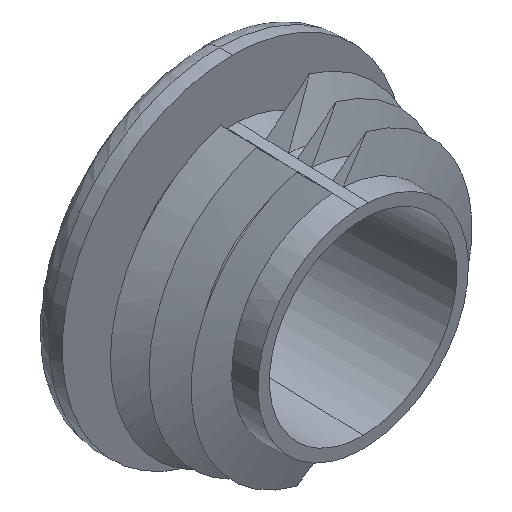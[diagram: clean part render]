
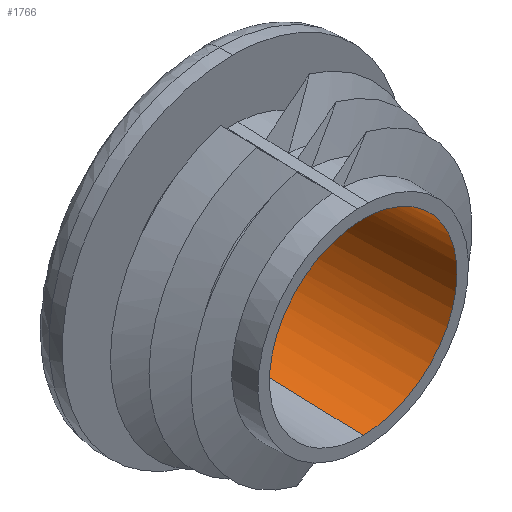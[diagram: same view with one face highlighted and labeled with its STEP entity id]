
A CAD part, isometric view. The second image highlights one B-rep face of the part: STEP entity #1766.
In plain terms, the highlighted free-form (B-spline) face has degree [1, 3] with [2, 7] control points.
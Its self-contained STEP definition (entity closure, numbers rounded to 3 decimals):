
#107 = CARTESIAN_POINT ( 'NONE',  ( 12.54, 23.206, -7.346 ) ) ;
#113 = CARTESIAN_POINT ( 'NONE',  ( 13.35, 0., 0. ) ) ;
#132 = CARTESIAN_POINT ( 'NONE',  ( 7.82, 0., -13.35 ) ) ;
#159 = ORIENTED_EDGE ( 'NONE', *, *, #173, .F. ) ;
#163 = CARTESIAN_POINT ( 'NONE',  ( 7.82, 0., 13.35 ) ) ;
#173 = EDGE_CURVE ( 'NONE', #1765, #920, #1797, .T. ) ;
#237 = CARTESIAN_POINT ( 'NONE',  ( 0., 0., -13.35 ) ) ;
#278 = ORIENTED_EDGE ( 'NONE', *, *, #1712, .F. ) ;
#292 = CARTESIAN_POINT ( 'NONE',  ( 12.54, 23.206, 7.346 ) ) ;
#331 = CARTESIAN_POINT ( 'NONE',  ( 13.35, 0., -7.82 ) ) ;
#412 = CARTESIAN_POINT ( 'NONE',  ( 0., 23.206, -12.54 ) ) ;
#606 = CARTESIAN_POINT ( 'NONE',  ( 0., 0., -13.35 ) ) ;
#659 = CARTESIAN_POINT ( 'NONE',  ( 0., 23.206, -12.54 ) ) ;
#677 = VERTEX_POINT ( 'NONE', #412 ) ;
#703 = ORIENTED_EDGE ( 'NONE', *, *, #1809, .T. ) ;
#732 = ORIENTED_EDGE ( 'NONE', *, *, #1862, .T. ) ;
#793 = CARTESIAN_POINT ( 'NONE',  ( 7.346, 23.206, -12.54 ) ) ;
#852 = EDGE_CURVE ( 'NONE', #920, #1962, #928, .T. ) ;
#875 = CARTESIAN_POINT ( 'NONE',  ( 7.346, 23.206, 12.54 ) ) ;
#889 = CARTESIAN_POINT ( 'NONE',  ( 0., 23.206, 12.54 ) ) ;
#920 = VERTEX_POINT ( 'NONE', #1132 ) ;
#928 = B_SPLINE_CURVE_WITH_KNOTS ( 'NONE', 1,
 ( #1018, #1363 ),
 .UNSPECIFIED., .F., .F.,
 ( 2, 2 ),
 ( -1., 0. ),
 .UNSPECIFIED. ) ;
#933 = CARTESIAN_POINT ( 'NONE',  ( 13.35, 0., 7.82 ) ) ;
#1018 = CARTESIAN_POINT ( 'NONE',  ( 0., 23.206, 12.54 ) ) ;
#1022 = CARTESIAN_POINT ( 'NONE',  ( 13.35, 0., -7.82 ) ) ;
#1050 = CARTESIAN_POINT ( 'NONE',  ( 0., 0., -13.35 ) ) ;
#1079 = CARTESIAN_POINT ( 'NONE',  ( 7.82, 0., -13.35 ) ) ;
#1093 = CARTESIAN_POINT ( 'NONE',  ( 13.35, 0., 0. ) ) ;
#1098 = CARTESIAN_POINT ( 'NONE',  ( 7.346, 23.206, 12.54 ) ) ;
#1108 = CARTESIAN_POINT ( 'NONE',  ( 0., 23.206, -12.54 ) ) ;
#1132 = CARTESIAN_POINT ( 'NONE',  ( 0., 23.206, 12.54 ) ) ;
#1151 = CARTESIAN_POINT ( 'NONE',  ( 0., 0., 13.35 ) ) ;
#1155 =( BOUNDED_CURVE ( )  B_SPLINE_CURVE ( 3, ( #606, #1079, #331, #1093, #933, #163, #1243 ),
 .UNSPECIFIED., .F., .F. ) 
 B_SPLINE_CURVE_WITH_KNOTS ( ( 4, 3, 4 ),
 ( -3.142, -1.571, 0. ),
 .UNSPECIFIED. ) 
 CURVE ( )  GEOMETRIC_REPRESENTATION_ITEM ( )  RATIONAL_B_SPLINE_CURVE ( ( 1., 0.805, 0.805, 1., 0.805, 0.805, 1. ) ) 
 REPRESENTATION_ITEM ( '' )  );
#1184 = CARTESIAN_POINT ( 'NONE',  ( 7.82, 0., 13.35 ) ) ;
#1199 = B_SPLINE_CURVE_WITH_KNOTS ( 'NONE', 1,
 ( #237, #1944 ),
 .UNSPECIFIED., .F., .F.,
 ( 2, 2 ),
 ( -1., 0. ),
 .UNSPECIFIED. ) ;
#1243 = CARTESIAN_POINT ( 'NONE',  ( 0., 0., 13.35 ) ) ;
#1281 = CARTESIAN_POINT ( 'NONE',  ( 0., 23.206, 12.54 ) ) ;
#1338 = CARTESIAN_POINT ( 'NONE',  ( 7.346, 23.206, -12.54 ) ) ;
#1363 = CARTESIAN_POINT ( 'NONE',  ( 0., 0., 13.35 ) ) ;
#1382 = ORIENTED_EDGE ( 'NONE', *, *, #852, .F. ) ;
#1516 = CARTESIAN_POINT ( 'NONE',  ( 0., 0., -13.35 ) ) ;
#1522 = VERTEX_POINT ( 'NONE', #1516 ) ;
#1545 = CARTESIAN_POINT ( 'NONE',  ( 0., 0., 13.35 ) ) ;
#1576 = CARTESIAN_POINT ( 'NONE',  ( 12.54, 23.206, 0. ) ) ;
#1585 = CARTESIAN_POINT ( 'NONE',  ( 12.54, 23.206, 7.346 ) ) ;
#1595 = CARTESIAN_POINT ( 'NONE',  ( 12.54, 23.206, -7.346 ) ) ;
#1602 = CARTESIAN_POINT ( 'NONE',  ( 12.54, 23.206, 0. ) ) ;
#1681 =( BOUNDED_CURVE ( )  B_SPLINE_CURVE ( 3, ( #1602, #1595, #793, #659 ),
 .UNSPECIFIED., .F., .F. ) 
 B_SPLINE_CURVE_WITH_KNOTS ( ( 4, 4 ),
 ( -1.571, 0. ),
 .UNSPECIFIED. ) 
 CURVE ( )  GEOMETRIC_REPRESENTATION_ITEM ( )  RATIONAL_B_SPLINE_CURVE ( ( 1., 0.805, 0.805, 1. ) ) 
 REPRESENTATION_ITEM ( '' )  );
#1712 = EDGE_CURVE ( 'NONE', #1522, #677, #1199, .T. ) ;
#1765 = VERTEX_POINT ( 'NONE', #1976 ) ;
#1766 = ADVANCED_FACE ( 'NONE', ( #1819 ), #1834, .T. ) ;
#1797 =( BOUNDED_CURVE ( )  B_SPLINE_CURVE ( 3, ( #1576, #1585, #1098, #1281 ),
 .UNSPECIFIED., .F., .F. ) 
 B_SPLINE_CURVE_WITH_KNOTS ( ( 4, 4 ),
 ( 0., 1. ),
 .UNSPECIFIED. ) 
 CURVE ( )  GEOMETRIC_REPRESENTATION_ITEM ( )  RATIONAL_B_SPLINE_CURVE ( ( 1., 0.805, 0.805, 1. ) ) 
 REPRESENTATION_ITEM ( '' )  );
#1809 = EDGE_CURVE ( 'NONE', #1522, #1962, #1155, .T. ) ;
#1819 = FACE_OUTER_BOUND ( 'NONE', #1879, .T. ) ;
#1826 = CARTESIAN_POINT ( 'NONE',  ( 13.35, 0., 7.82 ) ) ;
#1834 =( BOUNDED_SURFACE ( )  B_SPLINE_SURFACE ( 1, 3, ( 
 ( #1108, #1338, #107, #2012, #292, #875, #889 ),
 ( #1050, #132, #1022, #113, #1826, #1184, #1545 ) ),
 .UNSPECIFIED., .F., .F., .T. ) 
 B_SPLINE_SURFACE_WITH_KNOTS ( ( 2, 2 ),
 ( 4, 3, 4 ),
 ( 0., 1. ),
 ( 0., 0.5, 1. ),
 .UNSPECIFIED. ) 
 GEOMETRIC_REPRESENTATION_ITEM ( )  RATIONAL_B_SPLINE_SURFACE ( (
 ( 1., 0.805, 0.805, 1., 0.805, 0.805, 1.),
 ( 1., 0.805, 0.805, 1., 0.805, 0.805, 1.) ) ) 
 REPRESENTATION_ITEM ( '' )  SURFACE ( )  );
#1862 = EDGE_CURVE ( 'NONE', #1765, #677, #1681, .T. ) ;
#1879 = EDGE_LOOP ( 'NONE', ( #278, #703, #1382, #159, #732 ) ) ;
#1944 = CARTESIAN_POINT ( 'NONE',  ( 0., 23.206, -12.54 ) ) ;
#1962 = VERTEX_POINT ( 'NONE', #1151 ) ;
#1976 = CARTESIAN_POINT ( 'NONE',  ( 12.54, 23.206, 0. ) ) ;
#2012 = CARTESIAN_POINT ( 'NONE',  ( 12.54, 23.206, 0. ) ) ;
